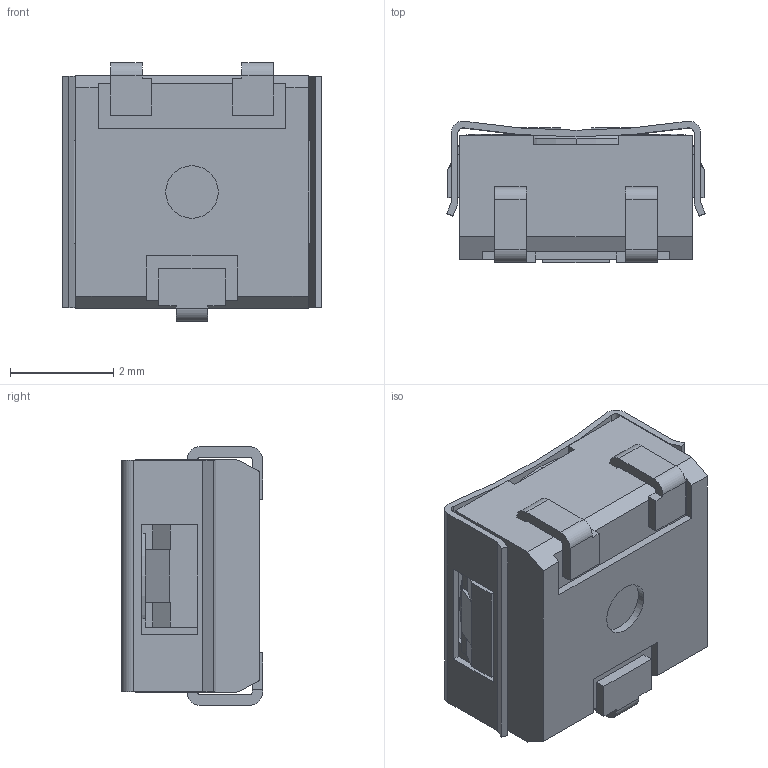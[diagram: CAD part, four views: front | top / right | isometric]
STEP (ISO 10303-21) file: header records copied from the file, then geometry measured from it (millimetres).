
FILE_DESCRIPTION (( 'STEP AP214' ), '1' );
FILE_NAME ('User Library-3314j-1-502e.STEP', '2020-06-02T11:42:44', ( '' ), ( '' ), 'SwSTEP 2.0', 'SolidWorks 2019', '' );
FILE_SCHEMA (( 'AUTOMOTIVE_DESIGN' ));
Length unit declared in the file: millimetre
Products named in the file (11): 3314j-1-502e_7; 3314j-1-502e_1; 3314j-1-502e_5; 3314j-1-502e_6; User Library-3314j-1-502e; 3314j-1-502e_8; 3314j-1-502e_10; 3314j-1-502e_2; 3314j-1-502e_4; 3314j-1-502e_3; 3314j-1-502e_9
Assembly tree (10 placements, depth 2):
  User Library-3314j-1-502e
    3314j-1-502e_1
    3314j-1-502e_2
    3314j-1-502e_3
    3314j-1-502e_4
    3314j-1-502e_5
    3314j-1-502e_6
    3314j-1-502e_7
    3314j-1-502e_8
    3314j-1-502e_9
    3314j-1-502e_10
Bounding box: 5 x 2.73 x 5 mm (x, y, z)
Volume: 48.3 mm3; surface area: 311 mm2
Topology: 10 solids, 10 shells, 486 faces, 1320 edges, 875 vertices
Faces by surface type: plane 362, cylinder 108, cone 11, torus 5
Entity records: 19310 total; most frequent: CARTESIAN_POINT 3506, ORIENTED_EDGE 2640, DIRECTION 2408, EDGE_CURVE 1320, VECTOR 948, LINE 948, VERTEX_POINT 875, AXIS2_PLACEMENT_3D 730
